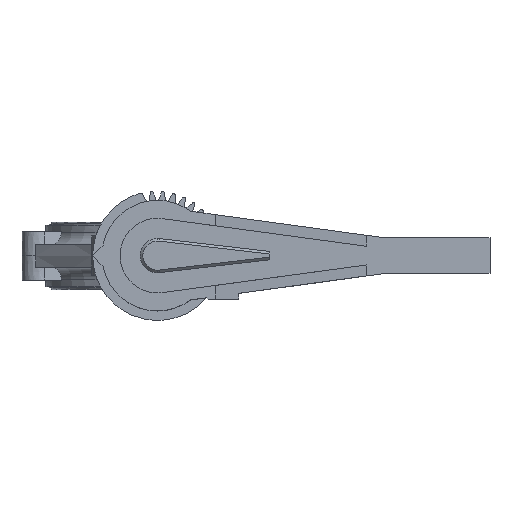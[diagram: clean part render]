
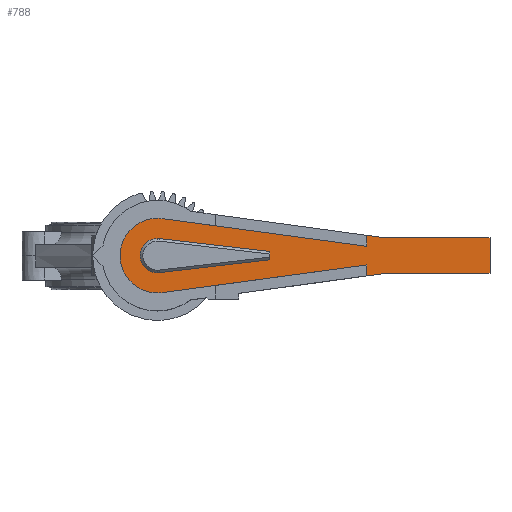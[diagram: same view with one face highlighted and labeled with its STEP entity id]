
A CAD part, top view. The second image highlights one B-rep face of the part: STEP entity #788.
In plain terms, the highlighted planar face has unit normal (0, 0, 1).
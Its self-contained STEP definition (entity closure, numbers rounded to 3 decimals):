
#788=ADVANCED_FACE('',(#2070,#2071),#2072,.T.);
#2070=FACE_BOUND('',#3908,.T.);
#2071=FACE_OUTER_BOUND('',#3909,.T.);
#2072=PLANE('',#3910);
#3908=EDGE_LOOP('',(#6104,#6105,#6106,#6107,#6108,#6109));
#3909=EDGE_LOOP('',(#6110,#6111,#6112,#6113,#6114,#6115,#6116,#6117,#6118,#6119,#6120,#6121));
#3910=AXIS2_PLACEMENT_3D('',#6122,#6123,#6124);
#6104=ORIENTED_EDGE('',*,*,#11163,.T.);
#6105=ORIENTED_EDGE('',*,*,#11168,.T.);
#6106=ORIENTED_EDGE('',*,*,#11387,.T.);
#6107=ORIENTED_EDGE('',*,*,#11378,.T.);
#6108=ORIENTED_EDGE('',*,*,#11373,.T.);
#6109=ORIENTED_EDGE('',*,*,#11385,.T.);
#6110=ORIENTED_EDGE('',*,*,#11389,.T.);
#6111=ORIENTED_EDGE('',*,*,#11390,.T.);
#6112=ORIENTED_EDGE('',*,*,#11391,.T.);
#6113=ORIENTED_EDGE('',*,*,#11392,.T.);
#6114=ORIENTED_EDGE('',*,*,#11393,.T.);
#6115=ORIENTED_EDGE('',*,*,#11394,.T.);
#6116=ORIENTED_EDGE('',*,*,#11395,.T.);
#6117=ORIENTED_EDGE('',*,*,#11396,.T.);
#6118=ORIENTED_EDGE('',*,*,#11150,.T.);
#6119=ORIENTED_EDGE('',*,*,#11146,.T.);
#6120=ORIENTED_EDGE('',*,*,#11397,.T.);
#6121=ORIENTED_EDGE('',*,*,#11398,.T.);
#6122=CARTESIAN_POINT('',(0.0,0.0,281.0));
#6123=DIRECTION('',(0.0,0.0,1.0));
#6124=DIRECTION('',(0.0,-1.0,0.0));
#11146=EDGE_CURVE('',#13348,#13353,#13355,.T.);
#11150=EDGE_CURVE('',#13358,#13348,#13361,.T.);
#11163=EDGE_CURVE('',#13384,#13382,#13385,.T.);
#11168=EDGE_CURVE('',#13382,#13390,#13393,.T.);
#11373=EDGE_CURVE('',#13702,#13703,#13704,.T.);
#11378=EDGE_CURVE('',#13711,#13702,#13712,.T.);
#11385=EDGE_CURVE('',#13703,#13384,#13720,.T.);
#11387=EDGE_CURVE('',#13390,#13711,#13722,.T.);
#11389=EDGE_CURVE('',#13724,#13725,#13726,.T.);
#11390=EDGE_CURVE('',#13725,#13727,#13728,.T.);
#11391=EDGE_CURVE('',#13727,#13729,#13730,.T.);
#11392=EDGE_CURVE('',#13729,#13731,#13732,.T.);
#11393=EDGE_CURVE('',#13731,#13733,#13734,.T.);
#11394=EDGE_CURVE('',#13733,#13735,#13736,.T.);
#11395=EDGE_CURVE('',#13735,#13737,#13738,.T.);
#11396=EDGE_CURVE('',#13737,#13358,#13739,.T.);
#11397=EDGE_CURVE('',#13353,#13740,#13741,.T.);
#11398=EDGE_CURVE('',#13740,#13724,#13742,.T.);
#13348=VERTEX_POINT('',#16605);
#13353=VERTEX_POINT('',#16611);
#13355=CIRCLE('',#16614,43.229);
#13358=VERTEX_POINT('',#16617);
#13361=CIRCLE('',#16621,43.229);
#13382=VERTEX_POINT('',#16646);
#13384=VERTEX_POINT('',#16649);
#13385=CIRCLE('',#16650,19.85);
#13390=VERTEX_POINT('',#16656);
#13393=CIRCLE('',#16660,19.85);
#13702=VERTEX_POINT('',#17091);
#13703=VERTEX_POINT('',#17092);
#13704=LINE('',#17093,#17094);
#13711=VERTEX_POINT('',#17104);
#13712=LINE('',#17105,#17106);
#13720=LINE('',#17117,#17118);
#13722=CIRCLE('',#17120,19.85);
#13724=VERTEX_POINT('',#17122);
#13725=VERTEX_POINT('',#17123);
#13726=LINE('',#17124,#17125);
#13727=VERTEX_POINT('',#17126);
#13728=LINE('',#17127,#17128);
#13729=VERTEX_POINT('',#17129);
#13730=LINE('',#17130,#17131);
#13731=VERTEX_POINT('',#17132);
#13732=LINE('',#17133,#17134);
#13733=VERTEX_POINT('',#17135);
#13734=LINE('',#17136,#17137);
#13735=VERTEX_POINT('',#17138);
#13736=LINE('',#17139,#17140);
#13737=VERTEX_POINT('',#17141);
#13738=LINE('',#17142,#17143);
#13739=CIRCLE('',#17144,43.229);
#13740=VERTEX_POINT('',#17145);
#13741=LINE('',#17146,#17147);
#13742=LINE('',#17148,#17149);
#16605=CARTESIAN_POINT('',(0.,-43.229,281.0));
#16611=CARTESIAN_POINT('',(5.791,-42.839,281.0));
#16614=AXIS2_PLACEMENT_3D('',#21403,#21404,#21405);
#16617=CARTESIAN_POINT('',(0.,43.229,281.0));
#16621=AXIS2_PLACEMENT_3D('',#21410,#21411,#21412);
#16646=CARTESIAN_POINT('',(0.,-19.85,281.0));
#16649=CARTESIAN_POINT('',(2.295,-19.717,281.0));
#16650=AXIS2_PLACEMENT_3D('',#21430,#21431,#21432);
#16656=CARTESIAN_POINT('',(0.,19.85,281.0));
#16660=AXIS2_PLACEMENT_3D('',#21438,#21439,#21440);
#17091=CARTESIAN_POINT('',(130.0,4.85,281.0));
#17092=CARTESIAN_POINT('',(130.0,-4.85,281.0));
#17093=CARTESIAN_POINT('',(130.0,-2.425,281.0));
#17094=VECTOR('',#21656,1.0);
#17104=CARTESIAN_POINT('',(2.295,19.717,281.0));
#17105=CARTESIAN_POINT('',(66.148,12.283,281.0));
#17106=VECTOR('',#21660,1.0);
#17117=CARTESIAN_POINT('',(2.295,-19.717,281.0));
#17118=VECTOR('',#21667,1.0);
#17120=AXIS2_PLACEMENT_3D('',#21668,#21669,#21670);
#17122=CARTESIAN_POINT('',(242.69,-23.493,281.0));
#17123=CARTESIAN_POINT('',(264.63,-20.499,281.0));
#17124=CARTESIAN_POINT('',(242.69,-23.493,281.0));
#17125=VECTOR('',#21671,22.143);
#17126=CARTESIAN_POINT('',(385.405,-20.499,281.0));
#17127=CARTESIAN_POINT('',(264.63,-20.499,281.0));
#17128=VECTOR('',#21672,120.775);
#17129=CARTESIAN_POINT('',(385.405,20.499,281.0));
#17130=CARTESIAN_POINT('',(385.405,-20.499,281.0));
#17131=VECTOR('',#21673,40.997);
#17132=CARTESIAN_POINT('',(264.63,20.499,281.0));
#17133=CARTESIAN_POINT('',(385.405,20.499,281.0));
#17134=VECTOR('',#21674,120.775);
#17135=CARTESIAN_POINT('',(242.69,23.493,281.0));
#17136=CARTESIAN_POINT('',(264.63,20.499,281.0));
#17137=VECTOR('',#21675,22.143);
#17138=CARTESIAN_POINT('',(242.69,10.814,281.0));
#17139=CARTESIAN_POINT('',(242.69,23.493,281.0));
#17140=VECTOR('',#21676,12.679);
#17141=CARTESIAN_POINT('',(5.791,42.839,281.0));
#17142=CARTESIAN_POINT('',(242.69,10.814,281.0));
#17143=VECTOR('',#21677,239.054);
#17144=AXIS2_PLACEMENT_3D('',#21678,#21679,#21680);
#17145=CARTESIAN_POINT('',(242.69,-10.814,281.0));
#17146=CARTESIAN_POINT('',(5.791,-42.839,281.0));
#17147=VECTOR('',#21681,239.054);
#17148=CARTESIAN_POINT('',(242.69,-10.814,281.0));
#17149=VECTOR('',#21682,12.679);
#21403=CARTESIAN_POINT('',(0.0,0.0,281.0));
#21404=DIRECTION('',(0.0,-0.0,1.0));
#21405=DIRECTION('',(0.134,0.991,0.0));
#21410=CARTESIAN_POINT('',(0.0,0.0,281.0));
#21411=DIRECTION('',(0.0,-0.0,1.0));
#21412=DIRECTION('',(0.134,0.991,0.0));
#21430=CARTESIAN_POINT('',(0.0,0.0,281.0));
#21431=DIRECTION('',(0.0,0.0,-1.0));
#21432=DIRECTION('',(0.0,1.0,0.0));
#21438=CARTESIAN_POINT('',(0.0,0.0,281.0));
#21439=DIRECTION('',(0.0,0.0,-1.0));
#21440=DIRECTION('',(0.0,1.0,0.0));
#21656=DIRECTION('',(0.0,-1.0,0.0));
#21660=DIRECTION('',(0.993,-0.116,0.0));
#21667=DIRECTION('',(-0.993,-0.116,0.0));
#21668=CARTESIAN_POINT('',(0.0,0.0,281.0));
#21669=DIRECTION('',(0.0,0.0,-1.0));
#21670=DIRECTION('',(0.0,1.0,0.0));
#21671=DIRECTION('',(0.991,0.135,0.0));
#21672=DIRECTION('',(1.0,0.0,0.0));
#21673=DIRECTION('',(0.0,1.0,0.0));
#21674=DIRECTION('',(-1.0,0.0,0.0));
#21675=DIRECTION('',(-0.991,0.135,0.0));
#21676=DIRECTION('',(0.0,-1.0,0.0));
#21677=DIRECTION('',(-0.991,0.134,0.0));
#21678=CARTESIAN_POINT('',(0.0,0.0,281.0));
#21679=DIRECTION('',(0.0,-0.0,1.0));
#21680=DIRECTION('',(0.134,0.991,0.0));
#21681=DIRECTION('',(0.991,0.134,0.0));
#21682=DIRECTION('',(0.,-1.0,0.0));
